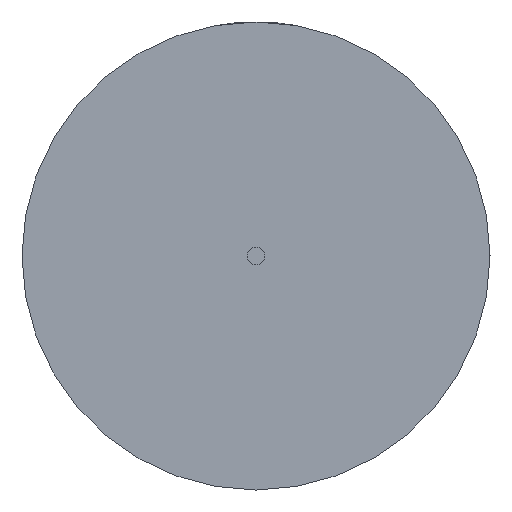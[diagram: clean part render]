
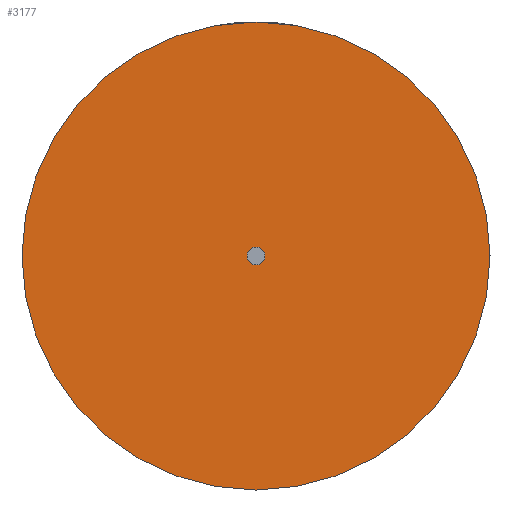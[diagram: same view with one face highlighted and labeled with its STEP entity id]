
A CAD part, left-side view. The second image highlights one B-rep face of the part: STEP entity #3177.
In plain terms, the highlighted planar face has unit normal (-1, 0, 0).
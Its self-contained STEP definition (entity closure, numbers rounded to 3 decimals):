
#46 = ORIENTED_EDGE ( 'NONE', *, *, #492, .F. ) ;
#53 = DIRECTION ( 'NONE',  ( -1., 0., 0. ) ) ;
#137 = VERTEX_POINT ( 'NONE', #2818 ) ;
#141 = DIRECTION ( 'NONE',  ( -1., 0., 0. ) ) ;
#252 = EDGE_CURVE ( 'NONE', #2060, #137, #2983, .T. ) ;
#272 = AXIS2_PLACEMENT_3D ( 'NONE', #2134, #1076, #1323 ) ;
#284 = DIRECTION ( 'NONE',  ( 0., 0., 1. ) ) ;
#301 = CIRCLE ( 'NONE', #1224, 0.6 ) ;
#317 = AXIS2_PLACEMENT_3D ( 'NONE', #2403, #141, #408 ) ;
#401 = CARTESIAN_POINT ( 'NONE',  ( -0.005, 0., 15.75 ) ) ;
#408 = DIRECTION ( 'NONE',  ( 0., 0., 1. ) ) ;
#492 = EDGE_CURVE ( 'NONE', #1009, #2757, #301, .T. ) ;
#723 = DIRECTION ( 'NONE',  ( -1., 0., 0. ) ) ;
#737 = EDGE_LOOP ( 'NONE', ( #862, #46 ) ) ;
#789 = CARTESIAN_POINT ( 'NONE',  ( -0.005, 0., 0. ) ) ;
#862 = ORIENTED_EDGE ( 'NONE', *, *, #2023, .F. ) ;
#957 = CIRCLE ( 'NONE', #3047, 0.6 ) ;
#1009 = VERTEX_POINT ( 'NONE', #1976 ) ;
#1076 = DIRECTION ( 'NONE',  ( -1., 0., 0. ) ) ;
#1212 = DIRECTION ( 'NONE',  ( 0., 0., 1. ) ) ;
#1224 = AXIS2_PLACEMENT_3D ( 'NONE', #1427, #723, #1212 ) ;
#1323 = DIRECTION ( 'NONE',  ( 0., 0., 1. ) ) ;
#1422 = CIRCLE ( 'NONE', #1478, 15.75 ) ;
#1427 = CARTESIAN_POINT ( 'NONE',  ( -0.005, 0., 0. ) ) ;
#1478 = AXIS2_PLACEMENT_3D ( 'NONE', #789, #53, #284 ) ;
#1629 = PLANE ( 'NONE',  #317 ) ;
#1976 = CARTESIAN_POINT ( 'NONE',  ( -0.005, 0., 0.6 ) ) ;
#2023 = EDGE_CURVE ( 'NONE', #2757, #1009, #957, .T. ) ;
#2060 = VERTEX_POINT ( 'NONE', #401 ) ;
#2134 = CARTESIAN_POINT ( 'NONE',  ( -0.005, 0., 0. ) ) ;
#2306 = DIRECTION ( 'NONE',  ( 0., 0., 1. ) ) ;
#2322 = CARTESIAN_POINT ( 'NONE',  ( -0.005, 0., -0.6 ) ) ;
#2371 = EDGE_LOOP ( 'NONE', ( #2532, #2758 ) ) ;
#2403 = CARTESIAN_POINT ( 'NONE',  ( -0.005, 0., 0. ) ) ;
#2532 = ORIENTED_EDGE ( 'NONE', *, *, #2632, .T. ) ;
#2566 = CARTESIAN_POINT ( 'NONE',  ( -0.005, 0., 0. ) ) ;
#2632 = EDGE_CURVE ( 'NONE', #137, #2060, #1422, .T. ) ;
#2635 = DIRECTION ( 'NONE',  ( -1., 0., 0. ) ) ;
#2743 = FACE_BOUND ( 'NONE', #737, .T. ) ;
#2757 = VERTEX_POINT ( 'NONE', #2322 ) ;
#2758 = ORIENTED_EDGE ( 'NONE', *, *, #252, .T. ) ;
#2818 = CARTESIAN_POINT ( 'NONE',  ( -0.005, 0., -15.75 ) ) ;
#2983 = CIRCLE ( 'NONE', #272, 15.75 ) ;
#3047 = AXIS2_PLACEMENT_3D ( 'NONE', #2566, #2635, #2306 ) ;
#3172 = FACE_OUTER_BOUND ( 'NONE', #2371, .T. ) ;
#3177 = ADVANCED_FACE ( 'NONE', ( #3172, #2743 ), #1629, .T. ) ;
